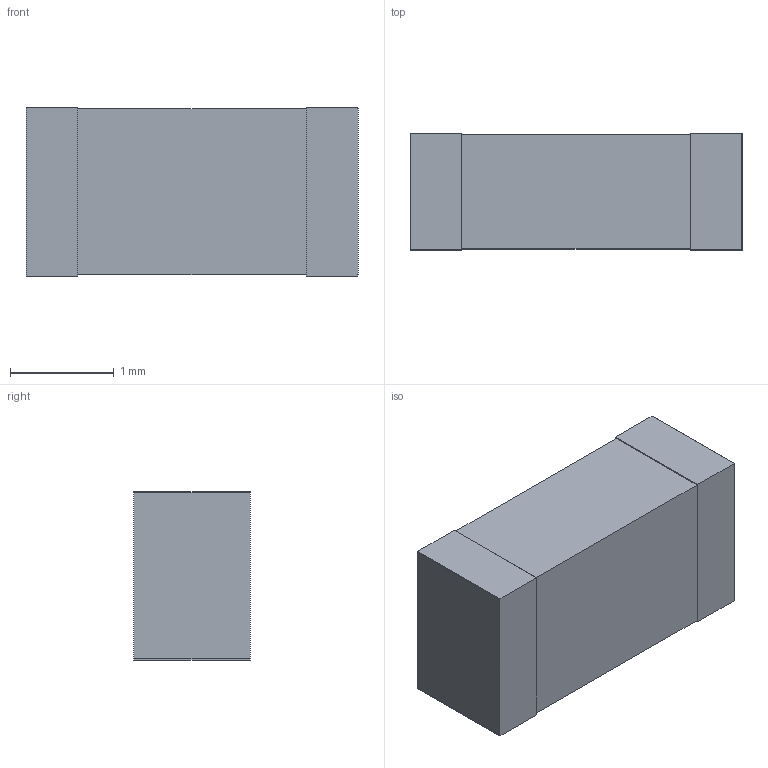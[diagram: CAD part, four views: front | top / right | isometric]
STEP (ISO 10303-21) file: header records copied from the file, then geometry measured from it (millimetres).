
FILE_DESCRIPTION (( 'STEP AP214' ), '1' );
FILE_NAME ('F87FC89D-852B-465E-9EBB-6CBA84A4A6A8.STEP', '2023-05-10T14:17:11', ( '' ), ( '' ), 'SwSTEP 2.0', 'SolidWorks 2022', '' );
FILE_SCHEMA (( 'AUTOMOTIVE_DESIGN' ));
Length unit declared in the file: millimetre
Products named in the file (1): F87FC89D-852B-465E-9EBB-6CBA84A4A6A8
Bounding box: 3.2 x 1.12 x 1.62 mm (x, y, z)
Volume: 5.7 mm3; surface area: 21.2 mm2
Topology: 1 solids, 1 shells, 216 faces, 613 edges, 406 vertices
Faces by surface type: plane 216
Entity records: 7150 total; most frequent: CARTESIAN_POINT 1695, ORIENTED_EDGE 1226, DIRECTION 894, EDGE_CURVE 613, LINE 460, VECTOR 460, VERTEX_POINT 406, EDGE_LOOP 223
